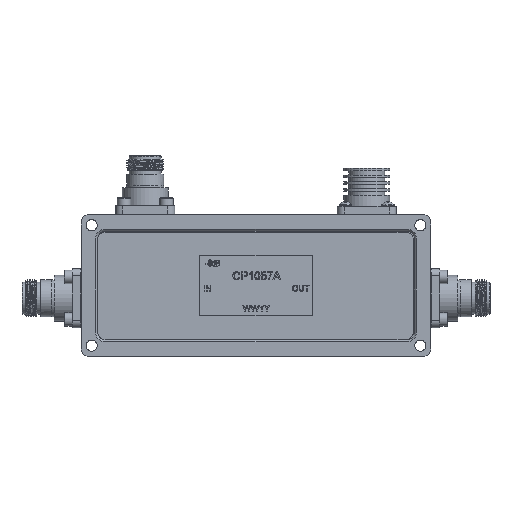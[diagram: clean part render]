
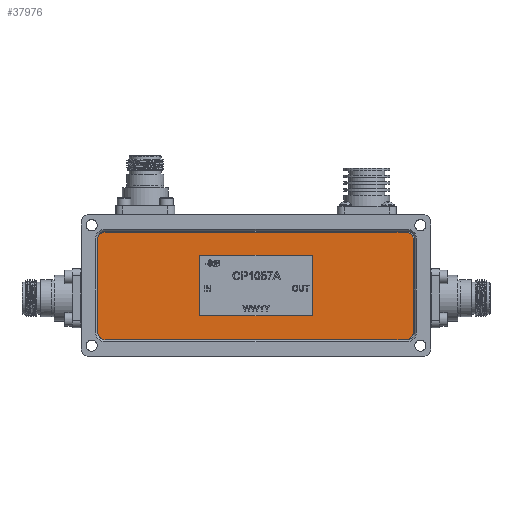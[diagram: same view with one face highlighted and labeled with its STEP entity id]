
A CAD part, top view. The second image highlights one B-rep face of the part: STEP entity #37976.
In plain terms, the highlighted planar face has unit normal (0, 0, 1).
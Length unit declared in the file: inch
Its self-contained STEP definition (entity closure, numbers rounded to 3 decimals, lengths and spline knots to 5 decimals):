
#180 = LINE ( 'NONE', #34818, #26424 ) ;
#454 = LINE ( 'NONE', #38186, #16883 ) ;
#539 = CARTESIAN_POINT ( 'NONE',  ( -0.95104, -0.51061, 0.482 ) ) ;
#885 = VERTEX_POINT ( 'NONE', #22654 ) ;
#1446 = PLANE ( 'NONE',  #6904 ) ;
#2141 = CARTESIAN_POINT ( 'NONE',  ( -2.5545, -0.792, 0.482 ) ) ;
#3035 = VECTOR ( 'NONE', #20961, 39.37008 ) ;
#3211 = CARTESIAN_POINT ( 'NONE',  ( -0.95104, 0.51061, 0.482 ) ) ;
#3221 = VERTEX_POINT ( 'NONE', #4099 ) ;
#3695 = VERTEX_POINT ( 'NONE', #24272 ) ;
#3748 = ORIENTED_EDGE ( 'NONE', *, *, #8207, .F. ) ;
#4099 = CARTESIAN_POINT ( 'NONE',  ( -0.95104, -0.51061, 0.482 ) ) ;
#4104 = VERTEX_POINT ( 'NONE', #21748 ) ;
#4237 = CIRCLE ( 'NONE', #16124, 0.125 ) ;
#5746 = EDGE_CURVE ( 'NONE', #24736, #11118, #454, .T. ) ;
#6351 = VECTOR ( 'NONE', #15804, 39.37008 ) ;
#6904 = AXIS2_PLACEMENT_3D ( 'NONE', #20031, #23135, #35684 ) ;
#7116 = LINE ( 'NONE', #539, #35691 ) ;
#7167 = VERTEX_POINT ( 'NONE', #19659 ) ;
#8207 = EDGE_CURVE ( 'NONE', #4104, #24736, #4237, .T. ) ;
#8928 = CARTESIAN_POINT ( 'NONE',  ( -2.6795, -0.792, 0.482 ) ) ;
#9258 = DIRECTION ( 'NONE',  ( -1., 0., 0. ) ) ;
#9542 = DIRECTION ( 'NONE',  ( 0., 0., -1. ) ) ;
#9566 = ORIENTED_EDGE ( 'NONE', *, *, #36132, .F. ) ;
#10519 = FACE_OUTER_BOUND ( 'NONE', #31246, .T. ) ;
#10553 = DIRECTION ( 'NONE',  ( 0., 0., -1. ) ) ;
#11118 = VERTEX_POINT ( 'NONE', #27187 ) ;
#11143 = CARTESIAN_POINT ( 'NONE',  ( -0.95104, 0.51061, 0.482 ) ) ;
#11447 = CARTESIAN_POINT ( 'NONE',  ( -2.6795, -0.792, 0.482 ) ) ;
#11638 = DIRECTION ( 'NONE',  ( 1., 0., 0. ) ) ;
#11975 = EDGE_CURVE ( 'NONE', #3695, #885, #180, .T. ) ;
#12135 = LINE ( 'NONE', #24743, #17705 ) ;
#12542 = CARTESIAN_POINT ( 'NONE',  ( 2.6655, 0.778, 0.482 ) ) ;
#12697 = CIRCLE ( 'NONE', #33126, 0.125 ) ;
#13154 = EDGE_CURVE ( 'NONE', #15268, #3221, #7116, .T. ) ;
#13514 = DIRECTION ( 'NONE',  ( 1., 0., 0. ) ) ;
#13704 = CARTESIAN_POINT ( 'NONE',  ( -0.95104, -0.51061, 0.482 ) ) ;
#15268 = VERTEX_POINT ( 'NONE', #11143 ) ;
#15414 = DIRECTION ( 'NONE',  ( 0., -1., 0. ) ) ;
#15730 = DIRECTION ( 'NONE',  ( 0., 1., 0. ) ) ;
#15804 = DIRECTION ( 'NONE',  ( -1., 0., 0. ) ) ;
#16124 = AXIS2_PLACEMENT_3D ( 'NONE', #25847, #10553, #23174 ) ;
#16280 = ORIENTED_EDGE ( 'NONE', *, *, #18699, .F. ) ;
#16350 = DIRECTION ( 'NONE',  ( 0., -1., 0. ) ) ;
#16407 = AXIS2_PLACEMENT_3D ( 'NONE', #2141, #39870, #11638 ) ;
#16776 = VECTOR ( 'NONE', #13514, 39.37008 ) ;
#16883 = VECTOR ( 'NONE', #16350, 39.37008 ) ;
#17065 = CARTESIAN_POINT ( 'NONE',  ( -2.5545, 0.903, 0.482 ) ) ;
#17705 = VECTOR ( 'NONE', #28014, 39.37008 ) ;
#17708 = EDGE_CURVE ( 'NONE', #34095, #7167, #30206, .T. ) ;
#18248 = CARTESIAN_POINT ( 'NONE',  ( 0.95104, 0.51061, 0.482 ) ) ;
#18334 = CARTESIAN_POINT ( 'NONE',  ( -2.5545, 0.778, 0.482 ) ) ;
#18699 = EDGE_CURVE ( 'NONE', #34091, #15268, #31466, .T. ) ;
#19317 = CIRCLE ( 'NONE', #35111, 0.125 ) ;
#19659 = CARTESIAN_POINT ( 'NONE',  ( -2.6795, 0.778, 0.482 ) ) ;
#20031 = CARTESIAN_POINT ( 'NONE',  ( -0.007, -0.007, 0.482 ) ) ;
#20563 = ORIENTED_EDGE ( 'NONE', *, *, #13154, .F. ) ;
#20961 = DIRECTION ( 'NONE',  ( 0., 1., 0. ) ) ;
#21193 = ORIENTED_EDGE ( 'NONE', *, *, #27569, .F. ) ;
#21461 = VERTEX_POINT ( 'NONE', #28047 ) ;
#21748 = CARTESIAN_POINT ( 'NONE',  ( 2.5405, 0.903, 0.482 ) ) ;
#22654 = CARTESIAN_POINT ( 'NONE',  ( -2.5545, -0.917, 0.482 ) ) ;
#23135 = DIRECTION ( 'NONE',  ( 0., 0., 1. ) ) ;
#23174 = DIRECTION ( 'NONE',  ( -1., 0., 0. ) ) ;
#23661 = CIRCLE ( 'NONE', #16407, 0.125 ) ;
#24042 = ORIENTED_EDGE ( 'NONE', *, *, #35308, .F. ) ;
#24211 = EDGE_CURVE ( 'NONE', #21461, #34091, #12135, .T. ) ;
#24272 = CARTESIAN_POINT ( 'NONE',  ( 2.5405, -0.917, 0.482 ) ) ;
#24508 = DIRECTION ( 'NONE',  ( 0., 0., -1. ) ) ;
#24534 = EDGE_CURVE ( 'NONE', #885, #34095, #23661, .T. ) ;
#24736 = VERTEX_POINT ( 'NONE', #12542 ) ;
#24743 = CARTESIAN_POINT ( 'NONE',  ( 0.95104, -0.51061, 0.482 ) ) ;
#25443 = CARTESIAN_POINT ( 'NONE',  ( 2.5405, -0.792, 0.482 ) ) ;
#25654 = EDGE_LOOP ( 'NONE', ( #16280, #30445, #9566, #20563 ) ) ;
#25847 = CARTESIAN_POINT ( 'NONE',  ( 2.5405, 0.778, 0.482 ) ) ;
#26058 = VECTOR ( 'NONE', #36430, 39.37008 ) ;
#26336 = LINE ( 'NONE', #17065, #26058 ) ;
#26424 = VECTOR ( 'NONE', #9258, 39.37008 ) ;
#27187 = CARTESIAN_POINT ( 'NONE',  ( 2.6655, -0.792, 0.482 ) ) ;
#27569 = EDGE_CURVE ( 'NONE', #7167, #28801, #19317, .T. ) ;
#28014 = DIRECTION ( 'NONE',  ( 0., 1., 0. ) ) ;
#28047 = CARTESIAN_POINT ( 'NONE',  ( 0.95104, -0.51061, 0.482 ) ) ;
#28801 = VERTEX_POINT ( 'NONE', #29426 ) ;
#29426 = CARTESIAN_POINT ( 'NONE',  ( -2.5545, 0.903, 0.482 ) ) ;
#29689 = FACE_BOUND ( 'NONE', #25654, .T. ) ;
#30206 = LINE ( 'NONE', #11447, #3035 ) ;
#30445 = ORIENTED_EDGE ( 'NONE', *, *, #24211, .F. ) ;
#31246 = EDGE_LOOP ( 'NONE', ( #3748, #24042, #21193, #33640, #37297, #34906, #36210, #32375 ) ) ;
#31466 = LINE ( 'NONE', #3211, #6351 ) ;
#31838 = EDGE_CURVE ( 'NONE', #11118, #3695, #12697, .T. ) ;
#32375 = ORIENTED_EDGE ( 'NONE', *, *, #5746, .F. ) ;
#33126 = AXIS2_PLACEMENT_3D ( 'NONE', #25443, #9542, #15730 ) ;
#33640 = ORIENTED_EDGE ( 'NONE', *, *, #17708, .F. ) ;
#34091 = VERTEX_POINT ( 'NONE', #18248 ) ;
#34095 = VERTEX_POINT ( 'NONE', #8928 ) ;
#34818 = CARTESIAN_POINT ( 'NONE',  ( 2.5405, -0.917, 0.482 ) ) ;
#34906 = ORIENTED_EDGE ( 'NONE', *, *, #11975, .F. ) ;
#35111 = AXIS2_PLACEMENT_3D ( 'NONE', #18334, #24508, #15414 ) ;
#35308 = EDGE_CURVE ( 'NONE', #28801, #4104, #26336, .T. ) ;
#35684 = DIRECTION ( 'NONE',  ( 1., 0., 0. ) ) ;
#35691 = VECTOR ( 'NONE', #38686, 39.37008 ) ;
#36132 = EDGE_CURVE ( 'NONE', #3221, #21461, #38463, .T. ) ;
#36210 = ORIENTED_EDGE ( 'NONE', *, *, #31838, .F. ) ;
#36430 = DIRECTION ( 'NONE',  ( 1., 0., 0. ) ) ;
#37297 = ORIENTED_EDGE ( 'NONE', *, *, #24534, .F. ) ;
#37976 = ADVANCED_FACE ( 'NONE', ( #10519, #29689 ), #1446, .T. ) ;
#38186 = CARTESIAN_POINT ( 'NONE',  ( 2.6655, 0.778, 0.482 ) ) ;
#38463 = LINE ( 'NONE', #13704, #16776 ) ;
#38686 = DIRECTION ( 'NONE',  ( 0., -1., 0. ) ) ;
#39870 = DIRECTION ( 'NONE',  ( 0., 0., -1. ) ) ;
